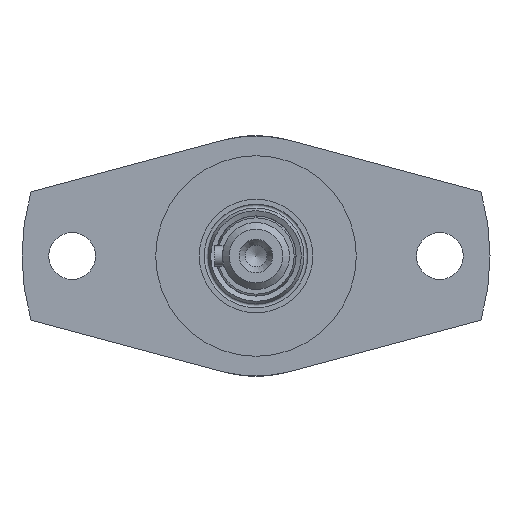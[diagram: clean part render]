
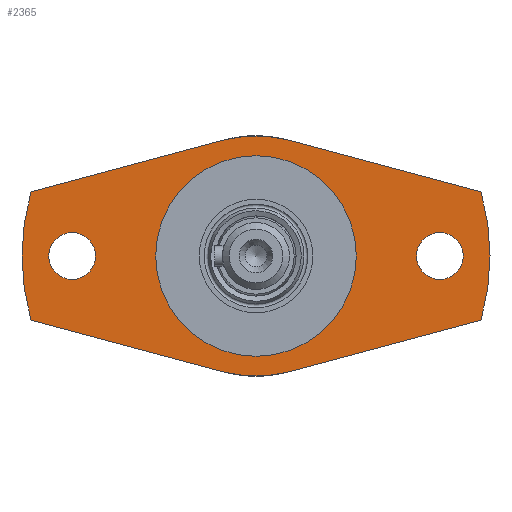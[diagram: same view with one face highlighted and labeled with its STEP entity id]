
A CAD part, left-side view. The second image highlights one B-rep face of the part: STEP entity #2365.
In plain terms, the highlighted planar face has unit normal (-1, 0, 0).
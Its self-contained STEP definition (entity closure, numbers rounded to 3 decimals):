
#248=LINE('',#3866,#471);
#249=LINE('',#3870,#472);
#250=LINE('',#3874,#473);
#251=LINE('',#3877,#474);
#471=VECTOR('',#3068,10.);
#472=VECTOR('',#3071,10.);
#473=VECTOR('',#3074,10.);
#474=VECTOR('',#3077,10.);
#656=FACE_BOUND('',#894,.T.);
#657=FACE_BOUND('',#895,.T.);
#658=FACE_BOUND('',#896,.T.);
#757=FACE_OUTER_BOUND('',#893,.T.);
#893=EDGE_LOOP('',(#2033,#2034,#2035,#2036,#2037,#2038,#2039,#2040));
#894=EDGE_LOOP('',(#2041,#2042));
#895=EDGE_LOOP('',(#2043));
#896=EDGE_LOOP('',(#2044));
#969=CIRCLE('',#2539,35.);
#971=CIRCLE('',#2542,15.);
#972=CIRCLE('',#2543,15.);
#975=CIRCLE('',#2548,18.);
#976=CIRCLE('',#2549,35.);
#977=CIRCLE('',#2550,18.);
#978=CIRCLE('',#2551,3.5);
#979=CIRCLE('',#2552,3.5);
#1173=VERTEX_POINT('',#3843);
#1174=VERTEX_POINT('',#3845);
#1176=VERTEX_POINT('',#3851);
#1177=VERTEX_POINT('',#3852);
#1181=VERTEX_POINT('',#3865);
#1182=VERTEX_POINT('',#3867);
#1183=VERTEX_POINT('',#3869);
#1184=VERTEX_POINT('',#3871);
#1185=VERTEX_POINT('',#3873);
#1186=VERTEX_POINT('',#3875);
#1187=VERTEX_POINT('',#3878);
#1188=VERTEX_POINT('',#3880);
#1468=EDGE_CURVE('',#1173,#1174,#969,.T.);
#1471=EDGE_CURVE('',#1176,#1177,#971,.T.);
#1472=EDGE_CURVE('',#1177,#1176,#972,.T.);
#1478=EDGE_CURVE('',#1173,#1181,#248,.T.);
#1479=EDGE_CURVE('',#1181,#1182,#975,.T.);
#1480=EDGE_CURVE('',#1182,#1183,#249,.T.);
#1481=EDGE_CURVE('',#1184,#1183,#976,.T.);
#1482=EDGE_CURVE('',#1184,#1185,#250,.T.);
#1483=EDGE_CURVE('',#1185,#1186,#977,.T.);
#1484=EDGE_CURVE('',#1186,#1174,#251,.T.);
#1485=EDGE_CURVE('',#1187,#1187,#978,.T.);
#1486=EDGE_CURVE('',#1188,#1188,#979,.T.);
#2033=ORIENTED_EDGE('',*,*,#1478,.T.);
#2034=ORIENTED_EDGE('',*,*,#1479,.T.);
#2035=ORIENTED_EDGE('',*,*,#1480,.T.);
#2036=ORIENTED_EDGE('',*,*,#1481,.F.);
#2037=ORIENTED_EDGE('',*,*,#1482,.T.);
#2038=ORIENTED_EDGE('',*,*,#1483,.T.);
#2039=ORIENTED_EDGE('',*,*,#1484,.T.);
#2040=ORIENTED_EDGE('',*,*,#1468,.F.);
#2041=ORIENTED_EDGE('',*,*,#1471,.T.);
#2042=ORIENTED_EDGE('',*,*,#1472,.T.);
#2043=ORIENTED_EDGE('',*,*,#1485,.T.);
#2044=ORIENTED_EDGE('',*,*,#1486,.T.);
#2260=PLANE('',#2547);
#2365=ADVANCED_FACE('',(#757,#656,#657,#658),#2260,.T.);
#2539=AXIS2_PLACEMENT_3D('',#3846,#3046,#3047);
#2542=AXIS2_PLACEMENT_3D('',#3853,#3053,#3054);
#2543=AXIS2_PLACEMENT_3D('',#3854,#3055,#3056);
#2547=AXIS2_PLACEMENT_3D('',#3864,#3066,#3067);
#2548=AXIS2_PLACEMENT_3D('',#3868,#3069,#3070);
#2549=AXIS2_PLACEMENT_3D('',#3872,#3072,#3073);
#2550=AXIS2_PLACEMENT_3D('',#3876,#3075,#3076);
#2551=AXIS2_PLACEMENT_3D('',#3879,#3078,#3079);
#2552=AXIS2_PLACEMENT_3D('',#3881,#3080,#3081);
#3046=DIRECTION('center_axis',(1.,0.,0.));
#3047=DIRECTION('ref_axis',(0.,-1.,0.));
#3053=DIRECTION('center_axis',(1.,0.,0.));
#3054=DIRECTION('ref_axis',(0.,-1.,0.));
#3055=DIRECTION('center_axis',(1.,0.,0.));
#3056=DIRECTION('ref_axis',(0.,-1.,0.));
#3066=DIRECTION('center_axis',(-1.,0.,0.));
#3067=DIRECTION('ref_axis',(0.,0.,-1.));
#3068=DIRECTION('',(0.,0.966,0.259));
#3069=DIRECTION('center_axis',(-1.,0.,0.));
#3070=DIRECTION('ref_axis',(0.,-0.259,0.966));
#3071=DIRECTION('',(0.,0.966,-0.259));
#3072=DIRECTION('center_axis',(1.,0.,0.));
#3073=DIRECTION('ref_axis',(0.,-1.,0.));
#3074=DIRECTION('',(0.,-0.966,-0.259));
#3075=DIRECTION('center_axis',(-1.,0.,0.));
#3076=DIRECTION('ref_axis',(0.,-0.259,0.966));
#3077=DIRECTION('',(0.,-0.966,0.259));
#3078=DIRECTION('center_axis',(1.,0.,0.));
#3079=DIRECTION('ref_axis',(0.,0.,1.));
#3080=DIRECTION('center_axis',(1.,0.,0.));
#3081=DIRECTION('ref_axis',(0.,0.,1.));
#3843=CARTESIAN_POINT('',(-80.,-33.653,9.618));
#3845=CARTESIAN_POINT('',(-80.,-33.653,-9.618));
#3846=CARTESIAN_POINT('Origin',(-80.,0.,0.));
#3851=CARTESIAN_POINT('',(-80.,-15.,0.));
#3852=CARTESIAN_POINT('',(-80.,15.,0.));
#3853=CARTESIAN_POINT('Origin',(-80.,0.,0.));
#3854=CARTESIAN_POINT('Origin',(-80.,0.,0.));
#3864=CARTESIAN_POINT('Origin',(-80.,-25.,0.));
#3865=CARTESIAN_POINT('',(-80.,-4.659,17.387));
#3866=CARTESIAN_POINT('',(-80.,-16.321,14.262));
#3867=CARTESIAN_POINT('',(-80.,4.659,17.387));
#3868=CARTESIAN_POINT('Origin',(-80.,0.,0.));
#3869=CARTESIAN_POINT('',(-80.,33.653,9.618));
#3870=CARTESIAN_POINT('',(-80.,7.493,16.627));
#3871=CARTESIAN_POINT('',(-80.,33.653,-9.618));
#3872=CARTESIAN_POINT('Origin',(-80.,0.,0.));
#3873=CARTESIAN_POINT('',(-80.,4.659,-17.387));
#3874=CARTESIAN_POINT('',(-80.,-7.004,-20.512));
#3875=CARTESIAN_POINT('',(-80.,-4.659,-17.387));
#3876=CARTESIAN_POINT('Origin',(-80.,0.,0.));
#3877=CARTESIAN_POINT('',(-80.,-30.818,-10.377));
#3878=CARTESIAN_POINT('',(-80.,27.5,-3.5));
#3879=CARTESIAN_POINT('Origin',(-80.,27.5,0.));
#3880=CARTESIAN_POINT('',(-80.,-27.5,-3.5));
#3881=CARTESIAN_POINT('Origin',(-80.,-27.5,0.));
